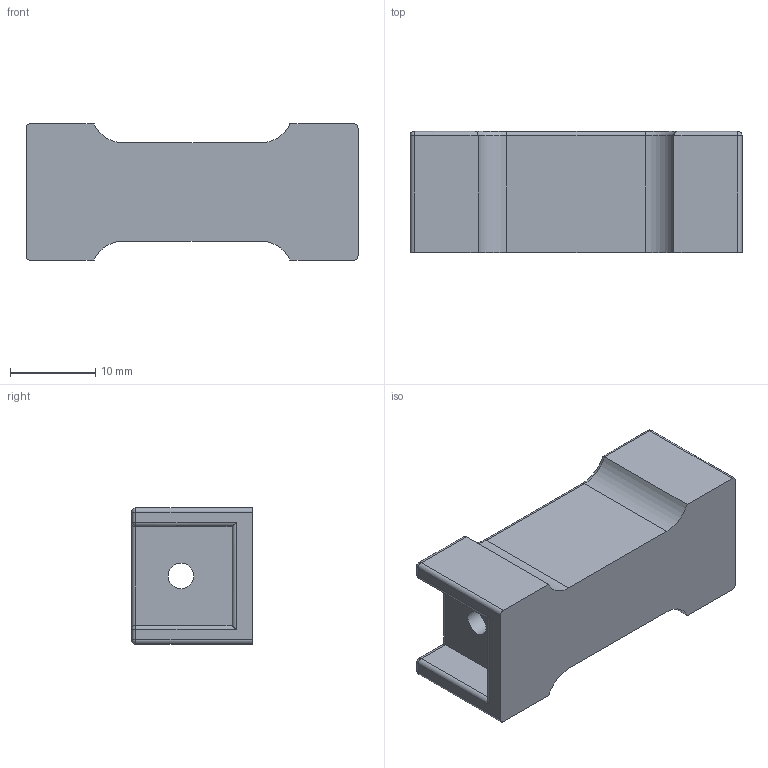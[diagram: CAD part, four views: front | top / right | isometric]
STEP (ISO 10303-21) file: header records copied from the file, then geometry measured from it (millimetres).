
FILE_DESCRIPTION(/* description */ (''),/* implementation_level */ '2;1');
FILE_NAME(/* name */ 'Leg Lower Bar.step',/* time_stamp */ '2017-06-25T18:17:47+10:00',/* author */ (''),/* organization */ (''),/* preprocessor_version */ 'ST-DEVELOPER v16.13',/* originating_system */ 'Autodesk Translation Framework v6.1.1.50',/* authorisation */ '');
FILE_SCHEMA (('AUTOMOTIVE_DESIGN { 1 0 10303 214 3 1 1 }'));
Length unit declared in the file: millimetre
Products named in the file (1): Leg Lower Right v23
Bounding box: 39 x 14.2 x 16 mm (x, y, z)
Volume: 5926.6 mm3; surface area: 3293.9 mm2
Topology: 1 solids, 1 shells, 73 faces, 169 edges, 100 vertices
Faces by surface type: cylinder 33, plane 28, sphere 8, torus 4
Full cylindrical faces by diameter (mm): 3 x3
Entity records: 2082 total; most frequent: CARTESIAN_POINT 388, DIRECTION 366, ORIENTED_EDGE 328, EDGE_CURVE 164, AXIS2_PLACEMENT_3D 132, LINE 102, VECTOR 102, VERTEX_POINT 98
